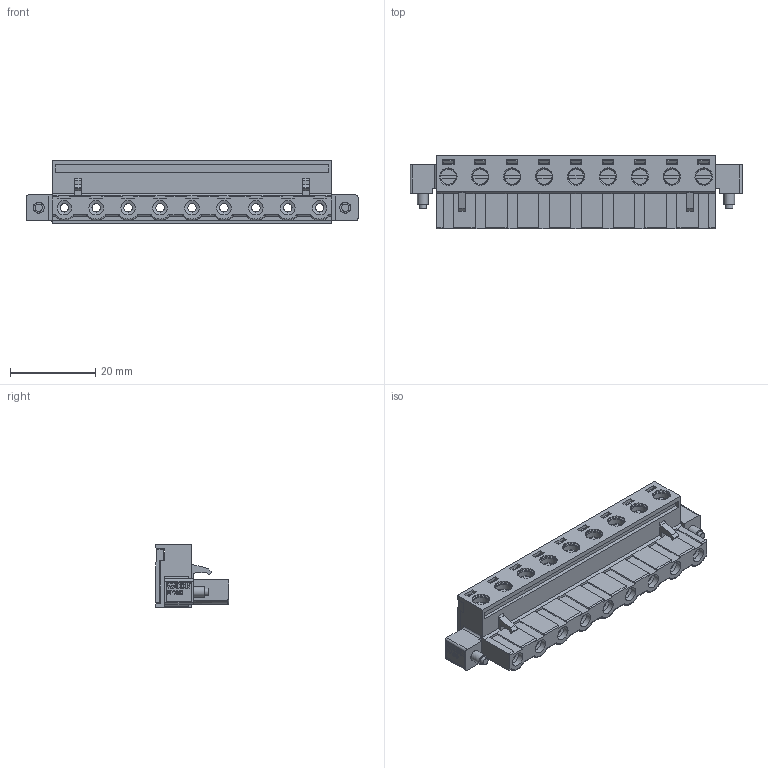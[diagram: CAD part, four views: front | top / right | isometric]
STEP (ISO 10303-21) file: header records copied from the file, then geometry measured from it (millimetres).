
FILE_DESCRIPTION( ('This file contains a STEP AP42 implementation' ,'as created by ZW3D STEP Interface translator.') ,'2;1' );
FILE_NAME( 'PF750-C09ASMW1.stp' ,'231128.16 8 6', (''), ('ZWCAD Software Co.'), 'Version 1.0', 'ZW3D to STEP translator', '' );
FILE_SCHEMA(('AUTOMOTIVE_DESIGN { 1 0 10303 214 1 1 1 1 }'));
Length unit declared in the file: millimetre
Products named in the file (2): 0; PF750-C09ASMW1
Bounding box: 78 x 17.3 x 15 mm (x, y, z)
Volume: 6957.1 mm3; surface area: 15272.6 mm2
Topology: 1 solids, 1 shells, 1442 faces, 4013 edges, 2573 vertices
Faces by surface type: plane 1123, cylinder 190, cone 55, bspline 37, torus 37
Full cylindrical faces by diameter (mm): 0.562 x1, 1.2 x1, 1.7 x11, 2 x9, 2.05 x9, 2.5 x11, 2.6 x2, 3.1 x9, 3.4 x9, 3.6 x2, 3.7 x2, 3.75 x9, 3.9 x4, 3.92 x9, 4.1 x18
Entity records: 48938 total; most frequent: CARTESIAN_POINT 10262, ORIENTED_EDGE 8026, DIRECTION 7200, EDGE_CURVE 4013, VECTOR 3350, LINE 3350, VERTEX_POINT 2573, AXIS2_PLACEMENT_3D 1925
